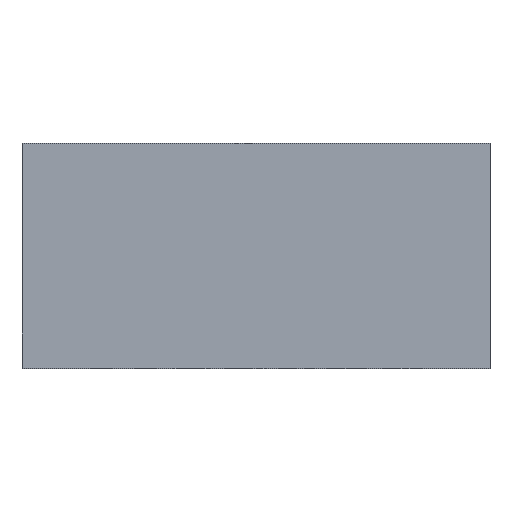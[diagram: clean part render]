
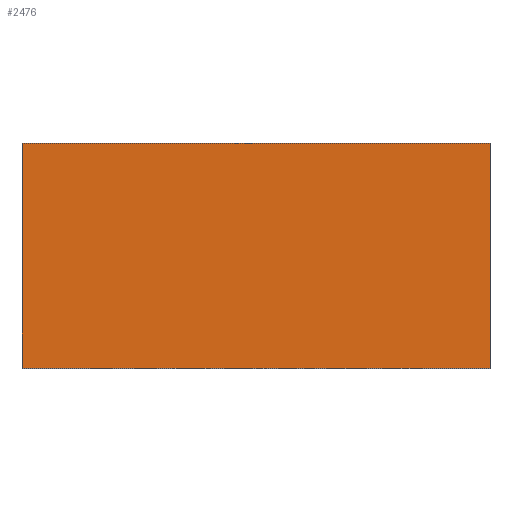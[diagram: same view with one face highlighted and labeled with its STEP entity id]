
A CAD part, top view. The second image highlights one B-rep face of the part: STEP entity #2476.
In plain terms, the highlighted planar face has unit normal (0, 0, 1).
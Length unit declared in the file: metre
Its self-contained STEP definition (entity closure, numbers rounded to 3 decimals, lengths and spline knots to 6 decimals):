
#80=LINE('',#3119,#293);
#133=LINE('',#3742,#346);
#138=LINE('',#3750,#351);
#144=LINE('',#3762,#357);
#293=VECTOR('',#2713,1.);
#346=VECTOR('',#2768,1.);
#351=VECTOR('',#2775,1.);
#357=VECTOR('',#2785,1.);
#502=PLANE('',#2592);
#690=ORIENTED_EDGE('',*,*,#1164,.T.);
#691=ORIENTED_EDGE('',*,*,#1169,.F.);
#692=ORIENTED_EDGE('',*,*,#1098,.F.);
#693=ORIENTED_EDGE('',*,*,#1175,.T.);
#1098=EDGE_CURVE('',#1348,#1349,#80,.T.);
#1164=EDGE_CURVE('',#1415,#1414,#133,.T.);
#1169=EDGE_CURVE('',#1349,#1414,#138,.T.);
#1175=EDGE_CURVE('',#1348,#1415,#144,.T.);
#1348=VERTEX_POINT('',#3118);
#1349=VERTEX_POINT('',#3120);
#1414=VERTEX_POINT('',#3741);
#1415=VERTEX_POINT('',#3743);
#1531=EDGE_LOOP('',(#690,#691,#692,#693));
#1650=FACE_BOUND('',#1531,.T.);
#2476=ADVANCED_FACE('',(#1650),#502,.F.);
#2592=AXIS2_PLACEMENT_3D('',#3763,#2786,#2787);
#2713=DIRECTION('',(-1.,0.,0.));
#2768=DIRECTION('',(-1.,0.,0.));
#2775=DIRECTION('',(0.,1.,0.));
#2785=DIRECTION('',(0.,1.,0.));
#2786=DIRECTION('',(0.,0.,-1.));
#2787=DIRECTION('',(-1.,0.,0.));
#3118=CARTESIAN_POINT('',(0.013,-0.00625,0.01215));
#3119=CARTESIAN_POINT('',(0.013,-0.00625,0.01215));
#3120=CARTESIAN_POINT('',(-0.013,-0.00625,0.01215));
#3741=CARTESIAN_POINT('',(-0.013,0.00625,0.01215));
#3742=CARTESIAN_POINT('',(0.013,0.00625,0.01215));
#3743=CARTESIAN_POINT('',(0.013,0.00625,0.01215));
#3750=CARTESIAN_POINT('',(-0.013,-0.0055,0.01215));
#3762=CARTESIAN_POINT('',(0.013,-0.0055,0.01215));
#3763=CARTESIAN_POINT('',(0.013,-0.0055,0.01215));
